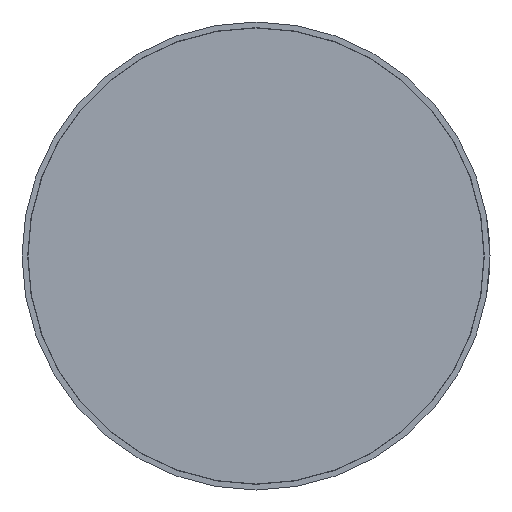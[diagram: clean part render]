
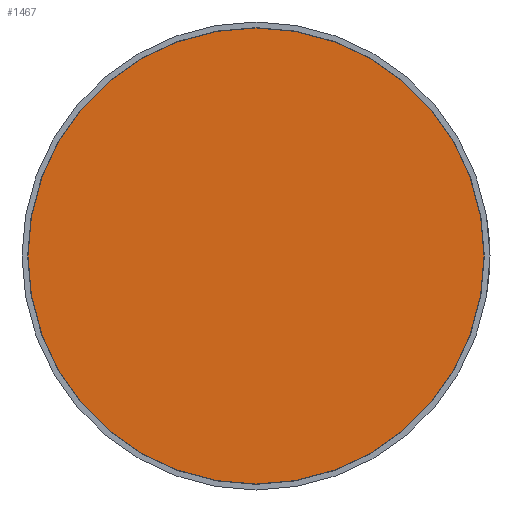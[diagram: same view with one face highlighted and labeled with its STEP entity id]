
A CAD part, front view. The second image highlights one B-rep face of the part: STEP entity #1467.
In plain terms, the highlighted planar face has unit normal (0, -1, 0).
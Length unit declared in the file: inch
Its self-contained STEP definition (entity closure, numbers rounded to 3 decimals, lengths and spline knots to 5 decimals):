
#102 = ORIENTED_EDGE ( 'NONE', *, *, #1721, .T. ) ;
#284 = FACE_OUTER_BOUND ( 'NONE', #1737, .T. ) ;
#324 = EDGE_CURVE ( 'NONE', #1653, #765, #2168, .T. ) ;
#510 = CARTESIAN_POINT ( 'NONE',  ( 0., -0.04, 0. ) ) ;
#553 = DIRECTION ( 'NONE',  ( 0., -1., 0. ) ) ;
#689 = DIRECTION ( 'NONE',  ( 0., -1., 0. ) ) ;
#765 = VERTEX_POINT ( 'NONE', #1066 ) ;
#796 = CARTESIAN_POINT ( 'NONE',  ( 0., -0.04, 0. ) ) ;
#944 = CARTESIAN_POINT ( 'NONE',  ( 0., -0.04, 2.398 ) ) ;
#988 = CIRCLE ( 'NONE', #2037, 2.398 ) ;
#1011 = AXIS2_PLACEMENT_3D ( 'NONE', #510, #553, #1955 ) ;
#1066 = CARTESIAN_POINT ( 'NONE',  ( 0., -0.04, -2.398 ) ) ;
#1466 = ORIENTED_EDGE ( 'NONE', *, *, #324, .T. ) ;
#1467 = ADVANCED_FACE ( 'NONE', ( #284 ), #1856, .T. ) ;
#1653 = VERTEX_POINT ( 'NONE', #944 ) ;
#1713 = DIRECTION ( 'NONE',  ( 0., -1., 0. ) ) ;
#1721 = EDGE_CURVE ( 'NONE', #765, #1653, #988, .T. ) ;
#1737 = EDGE_LOOP ( 'NONE', ( #102, #1466 ) ) ;
#1770 = DIRECTION ( 'NONE',  ( 0., 0., -1. ) ) ;
#1856 = PLANE ( 'NONE',  #2194 ) ;
#1896 = DIRECTION ( 'NONE',  ( 0., 0., -1. ) ) ;
#1937 = CARTESIAN_POINT ( 'NONE',  ( 0., -0.04, 0. ) ) ;
#1955 = DIRECTION ( 'NONE',  ( 0., 0., -1. ) ) ;
#2037 = AXIS2_PLACEMENT_3D ( 'NONE', #796, #1713, #1896 ) ;
#2168 = CIRCLE ( 'NONE', #1011, 2.398 ) ;
#2194 = AXIS2_PLACEMENT_3D ( 'NONE', #1937, #689, #1770 ) ;
